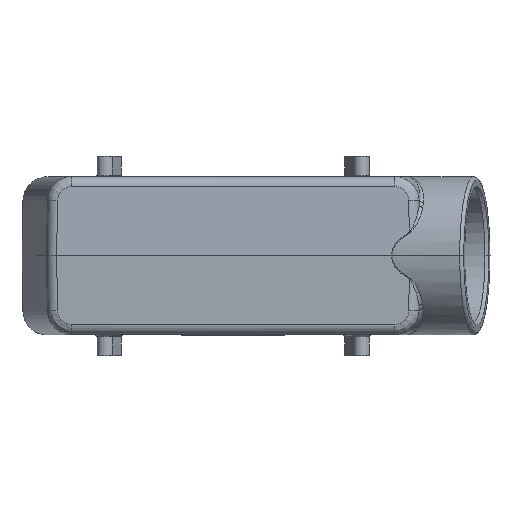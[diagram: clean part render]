
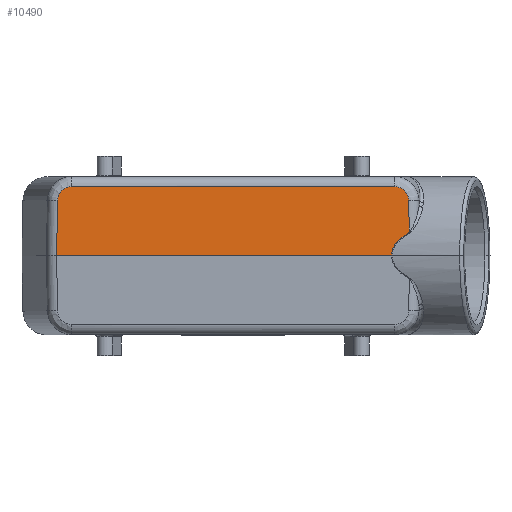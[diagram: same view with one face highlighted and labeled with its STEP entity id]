
A CAD part, top view. The second image highlights one B-rep face of the part: STEP entity #10490.
In plain terms, the highlighted face is planar.
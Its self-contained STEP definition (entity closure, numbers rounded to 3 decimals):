
#5920=CARTESIAN_POINT('',(44.369,99.25,
20.052));
#5930=CARTESIAN_POINT('',(45.412,99.25,
20.052));
#5940=CARTESIAN_POINT('',(46.424,99.257,
19.683));
#5950=CARTESIAN_POINT('',(47.318,99.268,
19.025));
#5960=CARTESIAN_POINT('',(48.007,99.283,
18.159));
#5970=CARTESIAN_POINT('',(48.403,99.301,
17.164));
#5980=CARTESIAN_POINT('',(48.418,99.319,
16.122));
#5990=B_SPLINE_CURVE_WITH_KNOTS('',6,(#5920,#5930,#5940,#5950,#5960,
#5970,#5980),.UNSPECIFIED.,.F.,.F.,(7,7),(0.,1.),.UNSPECIFIED.);
#6000=CARTESIAN_POINT('',(44.369,99.25,
20.052));
#6010=VERTEX_POINT('',#6000);
#6020=CARTESIAN_POINT('',(48.418,99.319,
16.122));
#6030=VERTEX_POINT('',#6020);
#6040=EDGE_CURVE('',#6010,#6030,#5990,.T.);
#9180=CARTESIAN_POINT('',(48.654,99.599,
0.052));
#9190=DIRECTION('',(0.015,0.017,
-1.));
#9200=VECTOR('',#9190,1.);
#9210=LINE('',#9180,#9200);
#9220=CARTESIAN_POINT('',(48.655,99.6,
0.));
#9230=VERTEX_POINT('',#9220);
#9240=EDGE_CURVE('',#6030,#9230,#9210,.T.);
#9430=CARTESIAN_POINT('',(-10.319,99.641,
-2.3));
#9440=DIRECTION('',(0.,1.,
0.017));
#9450=DIRECTION('',(1.,0.,0.));
#9460=AXIS2_PLACEMENT_3D('',#9430,#9440,#9450);
#9470=PLANE('',#9460);
#9480=ORIENTED_EDGE('',*,*,#6040,.T.);
#9490=CARTESIAN_POINT('',(45.603,99.25,
20.052));
#9500=DIRECTION('',(-1.,0.,0.));
#9510=VECTOR('',#9500,1.);
#9520=LINE('',#9490,#9510);
#9530=CARTESIAN_POINT('',(-49.862,99.25,
20.052));
#9540=VERTEX_POINT('',#9530);
#9550=EDGE_CURVE('',#6010,#9540,#9520,.T.);
#9560=ORIENTED_EDGE('',*,*,#9550,.F.);
#9570=CARTESIAN_POINT('',(-53.911,99.319,
16.122));
#9580=CARTESIAN_POINT('',(-53.896,99.301,
17.164));
#9590=CARTESIAN_POINT('',(-53.5,99.283,
18.159));
#9600=CARTESIAN_POINT('',(-52.811,99.268,
19.025));
#9610=CARTESIAN_POINT('',(-51.917,99.257,
19.683));
#9620=CARTESIAN_POINT('',(-50.905,99.25,
20.052));
#9630=CARTESIAN_POINT('',(-49.862,99.25,
20.052));
#9640=B_SPLINE_CURVE_WITH_KNOTS('',6,(#9570,#9580,#9590,#9600,#9610,
#9620,#9630),.UNSPECIFIED.,.F.,.F.,(7,7),(0.,1.),.UNSPECIFIED.);
#9650=CARTESIAN_POINT('',(-53.911,99.319,
16.122));
#9660=VERTEX_POINT('',#9650);
#9670=EDGE_CURVE('',#9660,#9540,#9640,.T.);
#9680=ORIENTED_EDGE('',*,*,#9670,.T.);
#9690=CARTESIAN_POINT('',(-54.147,99.599,
0.052));
#9700=DIRECTION('',(-0.015,0.017,
-1.));
#9710=VECTOR('',#9700,1.);
#9720=LINE('',#9690,#9710);
#9730=CARTESIAN_POINT('',(-54.047,99.481,
6.841));
#9740=VERTEX_POINT('',#9730);
#9750=EDGE_CURVE('',#9660,#9740,#9720,.T.);
#9760=ORIENTED_EDGE('',*,*,#9750,.F.);
#9770=CARTESIAN_POINT('',(-54.047,99.481,
6.841));
#9780=CARTESIAN_POINT('',(-54.038,99.481,
6.835));
#9790=CARTESIAN_POINT('',(-54.029,99.481,
6.83));
#9800=CARTESIAN_POINT('',(-54.,99.481,
6.812));
#9810=CARTESIAN_POINT('',(-53.98,99.482,
6.799));
#9820=CARTESIAN_POINT('',(-53.757,99.484,
6.66));
#9830=CARTESIAN_POINT('',(-53.556,99.486,
6.531));
#9840=CARTESIAN_POINT('',(-53.258,99.49,
6.332));
#9850=CARTESIAN_POINT('',(-53.159,99.491,
6.265));
#9860=CARTESIAN_POINT('',(-52.962,99.493,
6.129));
#9870=CARTESIAN_POINT('',(-52.865,99.495,
6.06));
#9880=CARTESIAN_POINT('',(-52.641,99.497,
5.899));
#9890=CARTESIAN_POINT('',(-52.515,99.499,
5.806));
#9900=CARTESIAN_POINT('',(-52.266,99.502,
5.616));
#9910=CARTESIAN_POINT('',(-52.142,99.504,
5.52));
#9920=CARTESIAN_POINT('',(-51.899,99.507,
5.324));
#9930=CARTESIAN_POINT('',(-51.778,99.509,
5.224));
#9940=CARTESIAN_POINT('',(-51.541,99.513,
5.02));
#9950=CARTESIAN_POINT('',(-51.424,99.515,
4.916));
#9960=CARTESIAN_POINT('',(-51.195,99.518,
4.704));
#9970=CARTESIAN_POINT('',(-51.082,99.52,
4.596));
#9980=CARTESIAN_POINT('',(-50.861,99.524,
4.376));
#9990=CARTESIAN_POINT('',(-50.753,99.526,
4.263));
#10000=CARTESIAN_POINT('',(-50.542,99.53,
4.033));
#10010=CARTESIAN_POINT('',(-50.44,99.532,
3.916));
#10020=CARTESIAN_POINT('',(-50.241,99.536,
3.675));
#10030=CARTESIAN_POINT('',(-50.145,99.538,
3.553));
#10040=CARTESIAN_POINT('',(-49.986,99.542,
3.337));
#10050=CARTESIAN_POINT('',(-49.922,99.544,
3.246));
#10060=CARTESIAN_POINT('',(-49.799,99.547,
3.062));
#10070=CARTESIAN_POINT('',(-49.739,99.549,
2.968));
#10080=CARTESIAN_POINT('',(-49.625,99.552,
2.777));
#10090=CARTESIAN_POINT('',(-49.57,99.554,
2.681));
#10100=CARTESIAN_POINT('',(-49.467,99.557,
2.484));
#10110=CARTESIAN_POINT('',(-49.417,99.559,
2.384));
#10120=CARTESIAN_POINT('',(-49.325,99.562,
2.183));
#10130=CARTESIAN_POINT('',(-49.283,99.564,
2.081));
#10140=CARTESIAN_POINT('',(-49.204,99.568,
1.874));
#10150=CARTESIAN_POINT('',(-49.168,99.57,
1.769));
#10160=CARTESIAN_POINT('',(-49.103,99.573,
1.557));
#10170=CARTESIAN_POINT('',(-49.075,99.575,
1.451));
#10180=CARTESIAN_POINT('',(-49.025,99.579,
1.235));
#10190=CARTESIAN_POINT('',(-49.005,99.581,
1.126));
#10200=CARTESIAN_POINT('',(-48.977,99.584,
0.939));
#10210=CARTESIAN_POINT('',(-48.967,99.585,
0.862));
#10220=CARTESIAN_POINT('',(-48.953,99.588,
0.706));
#10230=CARTESIAN_POINT('',(-48.948,99.589,
0.627));
#10240=CARTESIAN_POINT('',(-48.942,99.592,
0.471));
#10250=CARTESIAN_POINT('',(-48.941,99.594,
0.392));
#10260=CARTESIAN_POINT('',(-48.944,99.596,
0.236));
#10270=CARTESIAN_POINT('',(-48.948,99.598,
0.158));
#10280=CARTESIAN_POINT('',(-48.955,99.599,
0.067));
#10290=CARTESIAN_POINT('',(-48.956,99.599,
0.055));
#10300=CARTESIAN_POINT('',(-48.958,99.6,
0.035));
#10310=CARTESIAN_POINT('',(-48.958,99.6,
0.028));
#10320=CARTESIAN_POINT('',(-48.96,99.6,
0.014));
#10330=CARTESIAN_POINT('',(-48.96,99.6,
0.007));
#10340=CARTESIAN_POINT('',(-48.961,99.6,
0.));
#10350=B_SPLINE_CURVE_WITH_KNOTS('',3,(#9770,#9780,#9790,#9800,#9810,
#9820,#9830,#9840,#9850,#9860,#9870,#9880,#9890,#9900,#9910,#9920,#9930,
#9940,#9950,#9960,#9970,#9980,#9990,#10000,#10010,#10020,#10030,#10040,
#10050,#10060,#10070,#10080,#10090,#10100,#10110,#10120,#10130,#10140,
#10150,#10160,#10170,#10180,#10190,#10200,#10210,#10220,#10230,#10240,
#10250,#10260,#10270,#10280,#10290,#10300,#10310,#10320,#10330,#10340),
.UNSPECIFIED.,.F.,.F.,(4,2,2,2,2,2,2,2,2,2,2,2,2,2,2,2,2,2,2,2,2,2,2,2,2
,2,2,2,4),(0.,0.032,0.102,0.815,
1.171,1.527,1.993,2.458,
2.923,3.388,3.851,4.314,
4.776,5.238,5.567,5.895,
6.223,6.551,6.877,7.203,
7.528,7.853,8.083,8.313,
8.543,8.773,8.809,8.833,
8.857),.UNSPECIFIED.);
#10360=CARTESIAN_POINT('',(-48.961,99.6,
0.));
#10370=VERTEX_POINT('',#10360);
#10380=EDGE_CURVE('',#9740,#10370,#10350,.T.);
#10390=ORIENTED_EDGE('',*,*,#10380,.F.);
#10400=CARTESIAN_POINT('',(45.603,99.6,
0.));
#10410=DIRECTION('',(-1.,0.,0.));
#10420=VECTOR('',#10410,1.);
#10430=LINE('',#10400,#10420);
#10440=EDGE_CURVE('',#9230,#10370,#10430,.T.);
#10450=ORIENTED_EDGE('',*,*,#10440,.T.);
#10460=ORIENTED_EDGE('',*,*,#9240,.T.);
#10470=EDGE_LOOP('',(#10460,#10450,#10390,#9760,#9680,#9560,#9480));
#10480=FACE_OUTER_BOUND('',#10470,.T.);
#10490=ADVANCED_FACE('',(#10480),#9470,.T.);
